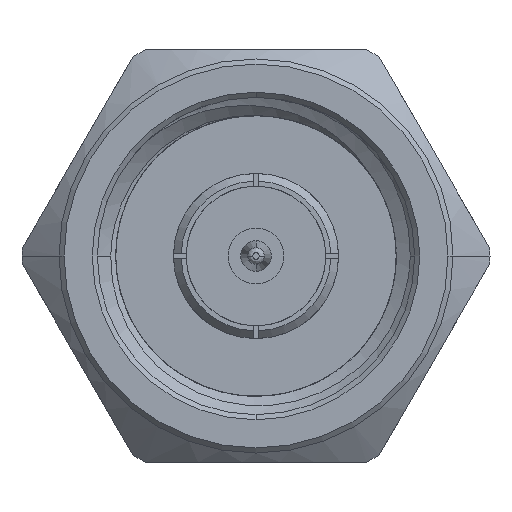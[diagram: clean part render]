
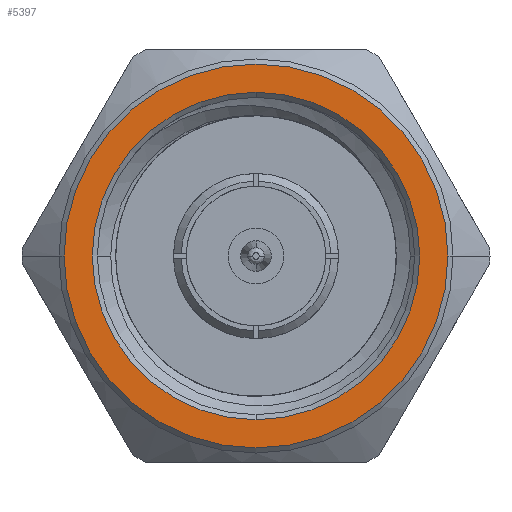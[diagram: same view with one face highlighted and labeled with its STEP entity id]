
A CAD part, left-side view. The second image highlights one B-rep face of the part: STEP entity #5397.
In plain terms, the highlighted planar face has unit normal (-1, 0, 0).
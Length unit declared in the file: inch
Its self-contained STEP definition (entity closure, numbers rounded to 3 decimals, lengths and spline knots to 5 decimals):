
#76 = ORIENTED_EDGE ( 'NONE', *, *, #3890, .T. ) ;
#188 = CIRCLE ( 'NONE', #2811, 0.37809 ) ;
#231 = AXIS2_PLACEMENT_3D ( 'NONE', #3023, #3288, #2044 ) ;
#406 = CIRCLE ( 'NONE', #2300, 0.37809 ) ;
#659 = DIRECTION ( 'NONE',  ( 0., 1., 0. ) ) ;
#686 = CARTESIAN_POINT ( 'NONE',  ( 0., 0., 0. ) ) ;
#851 = EDGE_CURVE ( 'NONE', #5216, #4751, #406, .T. ) ;
#1450 = ORIENTED_EDGE ( 'NONE', *, *, #2526, .T. ) ;
#1662 = DIRECTION ( 'NONE',  ( 0., 1., 0. ) ) ;
#1697 = EDGE_LOOP ( 'NONE', ( #1450, #76 ) ) ;
#1783 = ORIENTED_EDGE ( 'NONE', *, *, #851, .T. ) ;
#2044 = DIRECTION ( 'NONE',  ( 0., -1., 0. ) ) ;
#2197 = FACE_BOUND ( 'NONE', #1697, .T. ) ;
#2300 = AXIS2_PLACEMENT_3D ( 'NONE', #686, #3568, #659 ) ;
#2526 = EDGE_CURVE ( 'NONE', #6712, #5909, #5220, .T. ) ;
#2682 = EDGE_LOOP ( 'NONE', ( #1783, #3366 ) ) ;
#2811 = AXIS2_PLACEMENT_3D ( 'NONE', #3401, #6358, #1662 ) ;
#2835 = CARTESIAN_POINT ( 'NONE',  ( 0., 0., 0. ) ) ;
#2876 = CARTESIAN_POINT ( 'NONE',  ( 0., 0., 0.3225 ) ) ;
#3023 = CARTESIAN_POINT ( 'NONE',  ( 0., 0.38809, 0. ) ) ;
#3288 = DIRECTION ( 'NONE',  ( -1., 0., 0. ) ) ;
#3366 = ORIENTED_EDGE ( 'NONE', *, *, #5840, .T. ) ;
#3401 = CARTESIAN_POINT ( 'NONE',  ( 0., 0., 0. ) ) ;
#3439 = DIRECTION ( 'NONE',  ( 1., 0., 0. ) ) ;
#3568 = DIRECTION ( 'NONE',  ( -1., 0., 0. ) ) ;
#3890 = EDGE_CURVE ( 'NONE', #5909, #6712, #4902, .T. ) ;
#4045 = DIRECTION ( 'NONE',  ( 0., 0., 1. ) ) ;
#4630 = DIRECTION ( 'NONE',  ( 0., 0., 1. ) ) ;
#4751 = VERTEX_POINT ( 'NONE', #5357 ) ;
#4869 = CARTESIAN_POINT ( 'NONE',  ( 0., 0., -0.3225 ) ) ;
#4902 = CIRCLE ( 'NONE', #5920, 0.3225 ) ;
#5154 = CARTESIAN_POINT ( 'NONE',  ( 0., 0., 0. ) ) ;
#5216 = VERTEX_POINT ( 'NONE', #5975 ) ;
#5220 = CIRCLE ( 'NONE', #6248, 0.3225 ) ;
#5357 = CARTESIAN_POINT ( 'NONE',  ( 0., -0.37809, 0. ) ) ;
#5397 = ADVANCED_FACE ( 'NONE', ( #7221, #2197 ), #6485, .T. ) ;
#5840 = EDGE_CURVE ( 'NONE', #4751, #5216, #188, .T. ) ;
#5909 = VERTEX_POINT ( 'NONE', #4869 ) ;
#5920 = AXIS2_PLACEMENT_3D ( 'NONE', #2835, #3439, #4045 ) ;
#5975 = CARTESIAN_POINT ( 'NONE',  ( 0., 0.37809, 0. ) ) ;
#6248 = AXIS2_PLACEMENT_3D ( 'NONE', #5154, #6305, #4630 ) ;
#6305 = DIRECTION ( 'NONE',  ( 1., 0., 0. ) ) ;
#6358 = DIRECTION ( 'NONE',  ( -1., 0., 0. ) ) ;
#6485 = PLANE ( 'NONE',  #231 ) ;
#6712 = VERTEX_POINT ( 'NONE', #2876 ) ;
#7221 = FACE_OUTER_BOUND ( 'NONE', #2682, .T. ) ;
